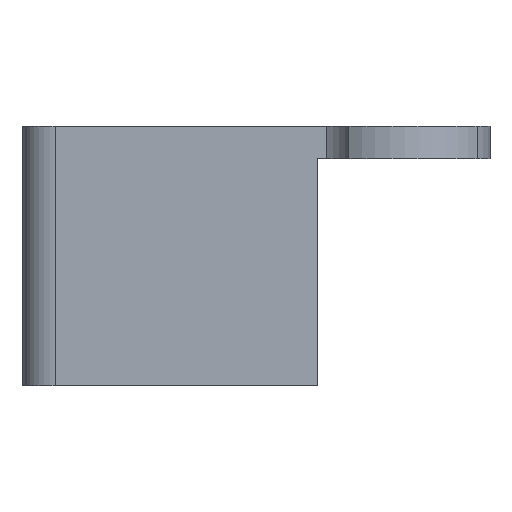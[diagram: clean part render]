
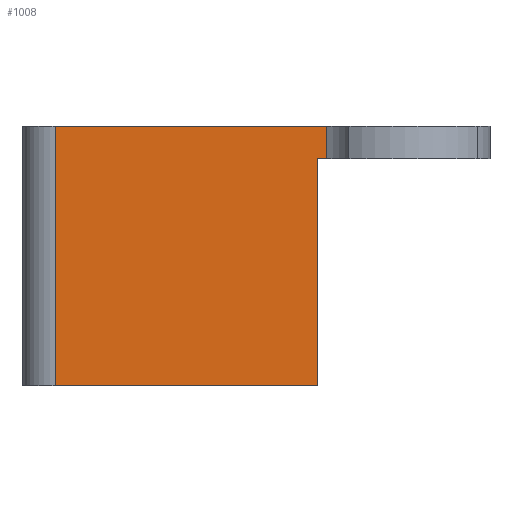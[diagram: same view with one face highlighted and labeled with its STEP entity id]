
A CAD part, front view. The second image highlights one B-rep face of the part: STEP entity #1008.
In plain terms, the highlighted planar face has unit normal (0.002, -1, 0).
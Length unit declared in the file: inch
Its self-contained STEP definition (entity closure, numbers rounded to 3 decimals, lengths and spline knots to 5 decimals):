
#43=PLANE('',#1120);
#93=FACE_OUTER_BOUND('',#152,.T.);
#152=EDGE_LOOP('',(#818,#819,#820,#821,#822,#823));
#209=LINE('',#1565,#311);
#213=LINE('',#1573,#315);
#215=LINE('',#1577,#317);
#230=LINE('',#1615,#332);
#232=LINE('',#1620,#334);
#235=LINE('',#1625,#337);
#311=VECTOR('',#1282,0.3937);
#315=VECTOR('',#1288,0.3937);
#317=VECTOR('',#1292,0.3937);
#332=VECTOR('',#1323,0.3937);
#334=VECTOR('',#1329,0.3937);
#337=VECTOR('',#1334,0.3937);
#466=VERTEX_POINT('',#1561);
#468=VERTEX_POINT('',#1564);
#471=VERTEX_POINT('',#1572);
#472=VERTEX_POINT('',#1576);
#486=VERTEX_POINT('',#1612);
#487=VERTEX_POINT('',#1614);
#581=EDGE_CURVE('',#466,#468,#209,.T.);
#585=EDGE_CURVE('',#471,#468,#213,.T.);
#587=EDGE_CURVE('',#471,#472,#215,.T.);
#605=EDGE_CURVE('',#486,#487,#230,.T.);
#608=EDGE_CURVE('',#466,#487,#232,.T.);
#611=EDGE_CURVE('',#472,#486,#235,.T.);
#818=ORIENTED_EDGE('',*,*,#605,.F.);
#819=ORIENTED_EDGE('',*,*,#611,.F.);
#820=ORIENTED_EDGE('',*,*,#587,.F.);
#821=ORIENTED_EDGE('',*,*,#585,.T.);
#822=ORIENTED_EDGE('',*,*,#581,.F.);
#823=ORIENTED_EDGE('',*,*,#608,.T.);
#1008=ADVANCED_FACE('',(#93),#43,.T.);
#1120=AXIS2_PLACEMENT_3D('',#1624,#1332,#1333);
#1282=DIRECTION('',(0.,0.,-1.));
#1288=DIRECTION('',(1.,0.002,0.));
#1292=DIRECTION('',(0.,0.,-1.));
#1323=DIRECTION('',(0.,0.,1.));
#1329=DIRECTION('',(-1.,-0.002,0.));
#1332=DIRECTION('center_axis',(0.002,-1.,0.));
#1333=DIRECTION('ref_axis',(-1.,-0.002,0.));
#1334=DIRECTION('',(-1.,-0.002,0.));
#1561=CARTESIAN_POINT('',(-2.03301,0.23572,0.125));
#1564=CARTESIAN_POINT('',(-2.03301,0.23572,0.));
#1565=CARTESIAN_POINT('',(-2.03301,0.23572,0.125));
#1572=CARTESIAN_POINT('',(-2.28301,0.23516,0.));
#1573=CARTESIAN_POINT('',(-2.28301,0.23516,0.));
#1576=CARTESIAN_POINT('',(-2.28301,0.23516,-0.875));
#1577=CARTESIAN_POINT('',(-2.28301,0.23516,0.125));
#1612=CARTESIAN_POINT('',(-3.29401,0.2329,-0.875));
#1614=CARTESIAN_POINT('',(-3.29401,0.2329,0.125));
#1615=CARTESIAN_POINT('',(-3.29401,0.2329,0.125));
#1620=CARTESIAN_POINT('',(-2.63551,0.23437,0.125));
#1624=CARTESIAN_POINT('Origin',(-2.28301,0.23516,0.125));
#1625=CARTESIAN_POINT('',(-2.63551,0.23437,-0.875));
